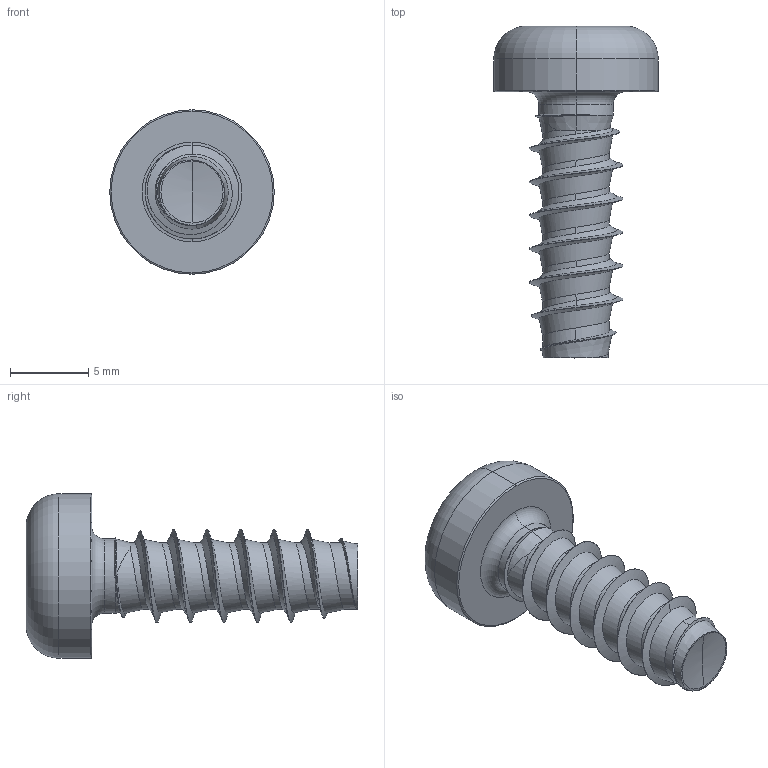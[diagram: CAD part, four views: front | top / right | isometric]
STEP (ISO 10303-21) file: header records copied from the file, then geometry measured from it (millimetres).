
FILE_DESCRIPTION (( 'STEP AP203' ), '1' );
FILE_NAME ('STP420600170.STEP', '2019-05-15T19:43:14', ( '' ), ( '' ), 'SwSTEP 2.0', 'SolidWorks 2015', '' );
FILE_SCHEMA (( 'CONFIG_CONTROL_DESIGN' ));
Length unit declared in the file: millimetre
Products named in the file (2): STP420600170
Bounding box: 10.5 x 21.19 x 10.5 mm (x, y, z)
Volume: 578.4 mm3; surface area: 690.3 mm2
Topology: 1 solids, 1 shells, 103 faces, 247 edges, 148 vertices
Faces by surface type: cylinder 41, bspline 35, cone 10, torus 10, sphere 4, plane 3
Entity records: 16673 total; most frequent: CARTESIAN_POINT 14466, ORIENTED_EDGE 494, DIRECTION 341, EDGE_CURVE 247, VERTEX_POINT 148, AXIS2_PLACEMENT_3D 143, EDGE_LOOP 105, B_SPLINE_CURVE_WITH_KNOTS 105
